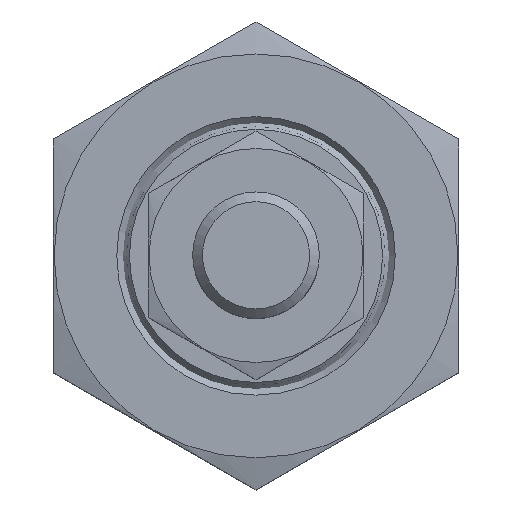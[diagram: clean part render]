
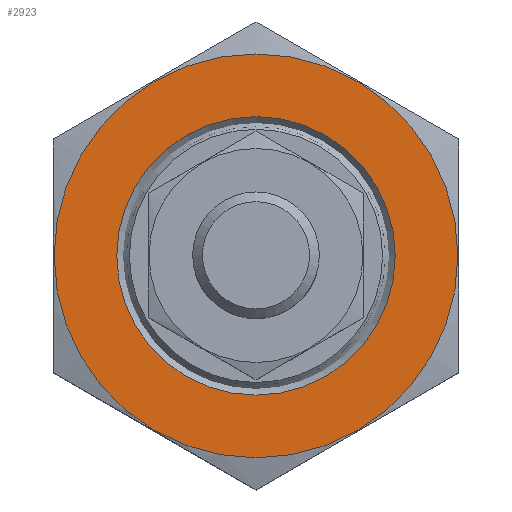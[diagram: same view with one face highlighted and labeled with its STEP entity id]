
A CAD part, top view. The second image highlights one B-rep face of the part: STEP entity #2923.
In plain terms, the highlighted face is planar.
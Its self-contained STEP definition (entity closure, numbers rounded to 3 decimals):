
#119=PLANE('',#3182);
#861=ORIENTED_EDGE('',*,*,#1230,.F.);
#862=ORIENTED_EDGE('',*,*,#1231,.T.);
#1230=EDGE_CURVE('',#1463,#1463,#1616,.T.);
#1231=EDGE_CURVE('',#1464,#1464,#1617,.T.);
#1463=VERTEX_POINT('',#4536);
#1464=VERTEX_POINT('',#4538);
#1616=CIRCLE('',#3183,15.95);
#1617=CIRCLE('',#3184,11.);
#1783=EDGE_LOOP('',(#861));
#1784=EDGE_LOOP('',(#862));
#1990=FACE_BOUND('',#1783,.T.);
#1991=FACE_BOUND('',#1784,.T.);
#2923=ADVANCED_FACE('',(#1990,#1991),#119,.F.);
#3182=AXIS2_PLACEMENT_3D('',#4534,#3737,#3738);
#3183=AXIS2_PLACEMENT_3D('',#4535,#3739,#3740);
#3184=AXIS2_PLACEMENT_3D('',#4537,#3741,#3742);
#3737=DIRECTION('',(0.,-1.,0.));
#3738=DIRECTION('',(0.,0.,-1.));
#3739=DIRECTION('',(0.,-1.,0.));
#3740=DIRECTION('',(0.,0.,-1.));
#3741=DIRECTION('',(0.,-1.,0.));
#3742=DIRECTION('',(0.,0.,-1.));
#4534=CARTESIAN_POINT('',(0.,0.,0.));
#4535=CARTESIAN_POINT('',(0.,0.,0.));
#4536=CARTESIAN_POINT('',(0.,0.,-15.95));
#4537=CARTESIAN_POINT('',(0.,0.,0.));
#4538=CARTESIAN_POINT('',(0.,0.,-11.));
